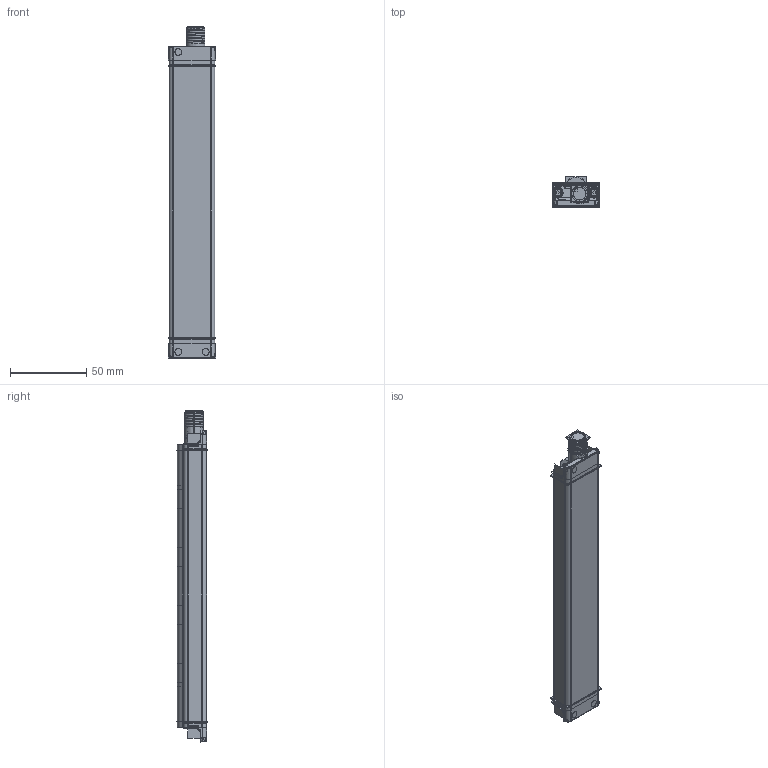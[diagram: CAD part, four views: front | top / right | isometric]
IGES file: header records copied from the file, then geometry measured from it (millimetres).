
Start section:  PTC IGES file: 147729.igs
Global section: file name: 147729.igs; native system: Creo Parametric by PTC Inc.; preprocessor: 2016260; author: PDMAdmin; organization: Unknown; date: 20161222.143300; units: millimetre
Bounding box: 31.17 x 19.65 x 217.41 mm (x, y, z)
Volume: 46023.7 mm3; surface area: 284760.9 mm2
Topology: 17 solids, 22 shells, 1538 faces, 7731 edges, 9785 vertices
Faces by surface type: revolution 794, bspline 744
